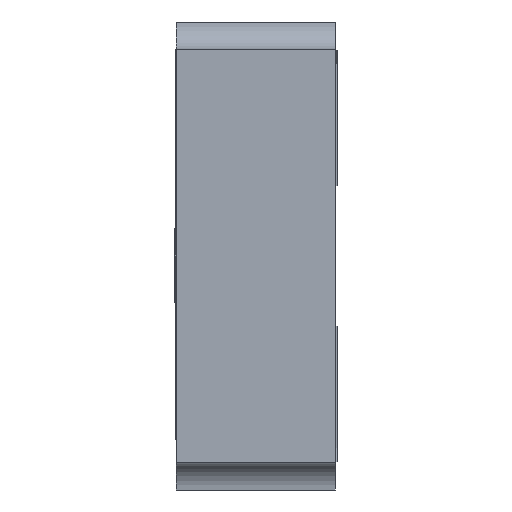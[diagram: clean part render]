
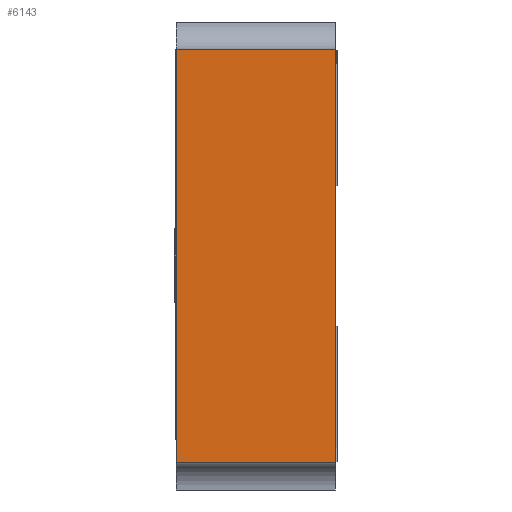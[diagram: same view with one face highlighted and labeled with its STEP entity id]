
A CAD part, left-side view. The second image highlights one B-rep face of the part: STEP entity #6143.
In plain terms, the highlighted planar face has unit normal (-1, 0, 0).
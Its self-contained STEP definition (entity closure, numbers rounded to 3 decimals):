
#142 = LINE ( 'NONE', #5639, #5494 ) ;
#432 = CARTESIAN_POINT ( 'NONE',  ( -0.6, 0., -0.5 ) ) ;
#495 = VERTEX_POINT ( 'NONE', #1588 ) ;
#712 = ORIENTED_EDGE ( 'NONE', *, *, #6668, .F. ) ;
#1052 = DIRECTION ( 'NONE',  ( 0., 1., 0. ) ) ;
#1075 = EDGE_CURVE ( 'NONE', #1597, #4767, #142, .T. ) ;
#1114 = EDGE_LOOP ( 'NONE', ( #6447, #4447, #3901, #712 ) ) ;
#1206 = AXIS2_PLACEMENT_3D ( 'NONE', #1536, #5225, #2053 ) ;
#1411 = EDGE_CURVE ( 'NONE', #4805, #4767, #2885, .T. ) ;
#1536 = CARTESIAN_POINT ( 'NONE',  ( -0.6, 0.34, -0.5 ) ) ;
#1580 = DIRECTION ( 'NONE',  ( 0., 0., 1. ) ) ;
#1588 = CARTESIAN_POINT ( 'NONE',  ( -0.6, 0., -0.442 ) ) ;
#1597 = VERTEX_POINT ( 'NONE', #2302 ) ;
#1938 = DIRECTION ( 'NONE',  ( 0., 0., 1. ) ) ;
#2053 = DIRECTION ( 'NONE',  ( 0., 0., -1. ) ) ;
#2291 = FACE_OUTER_BOUND ( 'NONE', #1114, .T. ) ;
#2302 = CARTESIAN_POINT ( 'NONE',  ( -0.6, 0.34, -0.442 ) ) ;
#2603 = EDGE_CURVE ( 'NONE', #495, #4805, #5744, .T. ) ;
#2885 = LINE ( 'NONE', #5468, #4316 ) ;
#3335 = LINE ( 'NONE', #5282, #4938 ) ;
#3373 = CARTESIAN_POINT ( 'NONE',  ( -0.6, 0., 0.442 ) ) ;
#3901 = ORIENTED_EDGE ( 'NONE', *, *, #1075, .F. ) ;
#4316 = VECTOR ( 'NONE', #5627, 1000. ) ;
#4322 = VECTOR ( 'NONE', #1938, 1000. ) ;
#4447 = ORIENTED_EDGE ( 'NONE', *, *, #1411, .T. ) ;
#4767 = VERTEX_POINT ( 'NONE', #4907 ) ;
#4805 = VERTEX_POINT ( 'NONE', #3373 ) ;
#4907 = CARTESIAN_POINT ( 'NONE',  ( -0.6, 0.34, 0.442 ) ) ;
#4938 = VECTOR ( 'NONE', #1052, 1000. ) ;
#5225 = DIRECTION ( 'NONE',  ( 1., 0., 0. ) ) ;
#5282 = CARTESIAN_POINT ( 'NONE',  ( -0.6, -0.208, -0.442 ) ) ;
#5468 = CARTESIAN_POINT ( 'NONE',  ( -0.6, -0.208, 0.442 ) ) ;
#5494 = VECTOR ( 'NONE', #1580, 1000. ) ;
#5627 = DIRECTION ( 'NONE',  ( 0., 1., 0. ) ) ;
#5639 = CARTESIAN_POINT ( 'NONE',  ( -0.6, 0.34, -0.5 ) ) ;
#5731 = PLANE ( 'NONE',  #1206 ) ;
#5744 = LINE ( 'NONE', #432, #4322 ) ;
#6143 = ADVANCED_FACE ( 'NONE', ( #2291 ), #5731, .F. ) ;
#6447 = ORIENTED_EDGE ( 'NONE', *, *, #2603, .T. ) ;
#6668 = EDGE_CURVE ( 'NONE', #495, #1597, #3335, .T. ) ;
